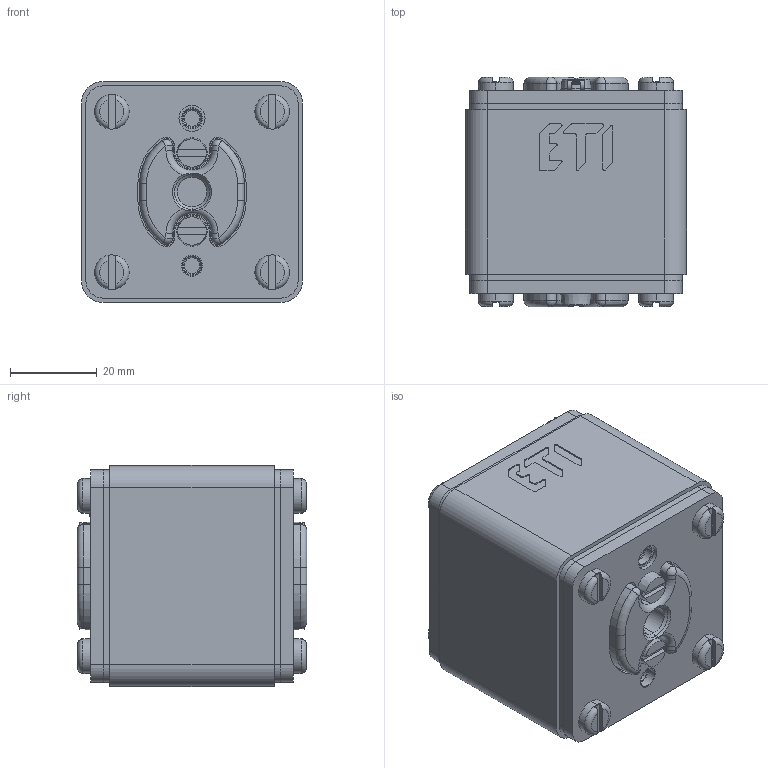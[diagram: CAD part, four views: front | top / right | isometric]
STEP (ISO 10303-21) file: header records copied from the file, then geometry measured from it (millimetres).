
FILE_DESCRIPTION((''),'2;1');
FILE_NAME('004373513_ASM','2021-11-25T',('said.beganovic'),('Audax d.o.o.'),'CREO PARAMETRIC BY PTC INC, 2017020','CREO PARAMETRIC BY PTC INC, 2017020','');
FILE_SCHEMA(('AUTOMOTIVE_DESIGN { 1 0 10303 214 1 1 1 1 }'));
Length unit declared in the file: millimetre
Products named in the file (10): 0000030082; 0000066410; 0000056218; 0000030062; 0000011586; 0000011580; 0000011599; 0000037876; 0000015360; 004373513_ASM
Assembly tree (24 placements, depth 2):
  004373513_ASM
    0000030082
    0000066410  x2
    0000056218  x2
    0000030062  x2
    0000011586
    0000011580
    0000011599  x3
    0000037876  x4
    0000015360  x8
Bounding box: 51 x 53 x 51 mm (x, y, z)
Volume: 129376.9 mm3; surface area: 43794.4 mm2
Topology: 24 solids, 42 shells, 880 faces, 2096 edges, 1304 vertices
Faces by surface type: cylinder 385, plane 276, torus 112, cone 72, bspline 27, sphere 8
Entity records: 24557 total; most frequent: CARTESIAN_POINT 4899, DIRECTION 2404, ORIENTED_EDGE 2080, PRESENTATION_STYLE_ASSIGNMENT 1518, STYLED_ITEM 1467, CURVE_STYLE 1064, EDGE_CURVE 1064, AXIS2_PLACEMENT_3D 960
